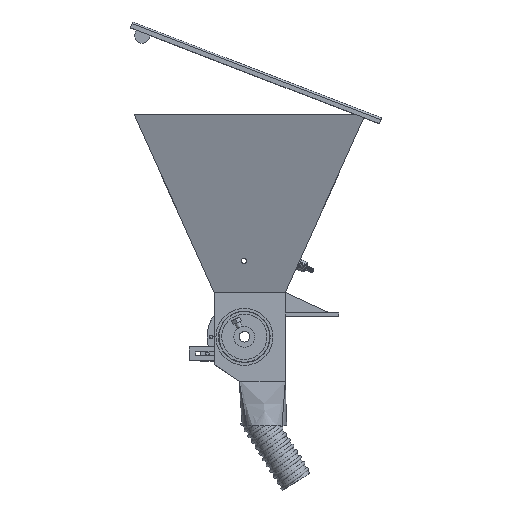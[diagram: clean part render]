
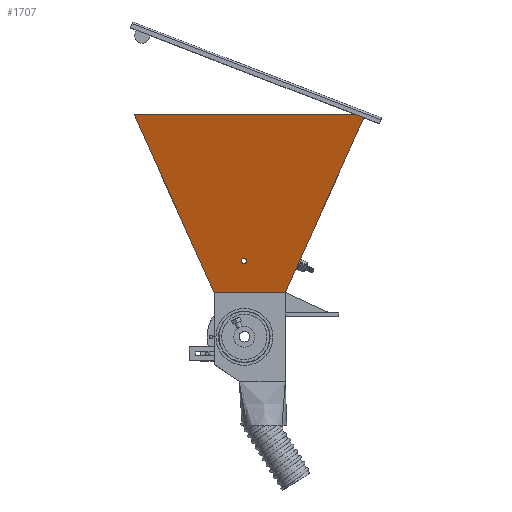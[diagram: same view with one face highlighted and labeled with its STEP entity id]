
A CAD part, top view. The second image highlights one B-rep face of the part: STEP entity #1707.
In plain terms, the highlighted planar face has unit normal (0, -0.287, 0.958).
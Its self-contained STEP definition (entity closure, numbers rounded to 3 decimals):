
#1113=CARTESIAN_POINT('',(-40.0,0.0,20.0));
#1114=VERTEX_POINT('',#1113);
#1399=CARTESIAN_POINT('',(40.0,0.0,20.0));
#1400=VERTEX_POINT('',#1399);
#1522=CARTESIAN_POINT('',(130.0,200.0,80.0));
#1523=VERTEX_POINT('',#1522);
#1540=CARTESIAN_POINT('',(-130.0,200.0,80.0));
#1541=VERTEX_POINT('',#1540);
#1548=CARTESIAN_POINT('',(-130.0,200.0,80.0));
#1549=DIRECTION('',(1.0,0.0,0.0));
#1550=VECTOR('',#1549,1.0);
#1551=LINE('',#1548,#1550);
#1552=EDGE_CURVE('n� 141',#1541,#1523,#1551,.T.);
#1670=CARTESIAN_POINT('',(-6.475,38.5,31.55));
#1671=VERTEX_POINT('',#1670);
#1672=CARTESIAN_POINT('',(-6.475,35.5,30.65));
#1673=DIRECTION('',(-0.0,0.287,-0.958));
#1674=DIRECTION('',(-0.0,0.958,0.287));
#1675=AXIS2_PLACEMENT_3D('',#1672,#1673,#1674);
#1676=ELLIPSE('',#1675,3.132,3.0);
#1677=EDGE_CURVE('n� 2774',#1671,#1671,#1676,.T.);
#1678=ORIENTED_EDGE('',*,*,#1677,.T.);
#1679=EDGE_LOOP('',(#1678));
#1680=FACE_OUTER_BOUND('',#1679,.T.);
#1681=CARTESIAN_POINT('',(40.0,0.0,20.0));
#1682=DIRECTION('',(0.396,0.88,0.264));
#1683=VECTOR('',#1682,1.0);
#1684=LINE('',#1681,#1683);
#1685=EDGE_CURVE('n� 72',#1400,#1523,#1684,.T.);
#1686=ORIENTED_EDGE('',*,*,#1685,.T.);
#1687=ORIENTED_EDGE('',*,*,#1552,.F.);
#1688=CARTESIAN_POINT('',(-40.0,0.0,20.0));
#1689=DIRECTION('',(-0.396,0.88,0.264));
#1690=VECTOR('',#1689,1.0);
#1691=LINE('',#1688,#1690);
#1692=EDGE_CURVE('n� 69',#1114,#1541,#1691,.T.);
#1693=ORIENTED_EDGE('',*,*,#1692,.F.);
#1694=CARTESIAN_POINT('',(-40.0,0.0,20.0));
#1695=DIRECTION('',(1.0,0.0,0.0));
#1696=VECTOR('',#1695,1.0);
#1697=LINE('',#1694,#1696);
#1698=EDGE_CURVE('n� 16',#1114,#1400,#1697,.T.);
#1699=ORIENTED_EDGE('',*,*,#1698,.T.);
#1700=EDGE_LOOP('',(#1686,#1687,#1693,#1699));
#1701=FACE_BOUND('',#1700,.T.);
#1702=CARTESIAN_POINT('',(0.0,-5.505,18.349));
#1703=DIRECTION('',(-0.0,0.287,-0.958));
#1704=DIRECTION('',(-0.0,0.958,0.287));
#1705=AXIS2_PLACEMENT_3D('',#1702,#1703,#1704);
#1706=PLANE('',#1705);
#1707=ADVANCED_FACE('n� 39',(#1680,#1701),#1706,.F.);
